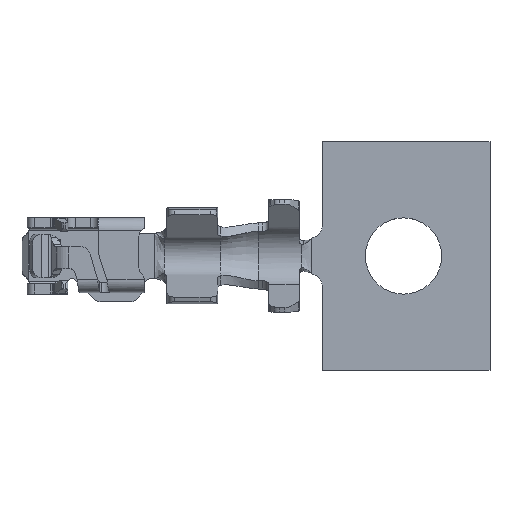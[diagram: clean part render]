
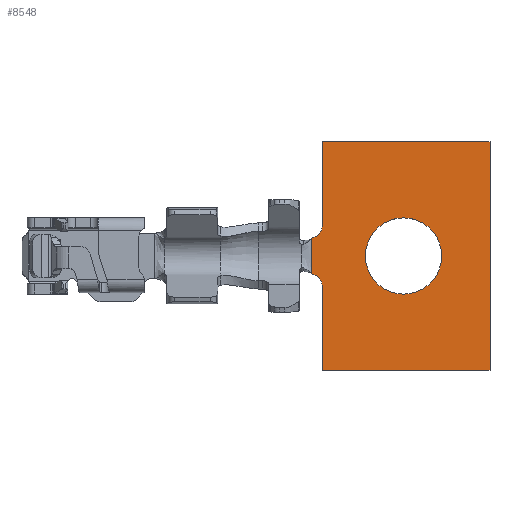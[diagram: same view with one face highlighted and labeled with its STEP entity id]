
A CAD part, top view. The second image highlights one B-rep face of the part: STEP entity #8548.
In plain terms, the highlighted planar face has unit normal (0, 0, 1).
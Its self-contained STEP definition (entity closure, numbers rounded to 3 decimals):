
#8062=CARTESIAN_POINT('',(5.7,0.344,0.));
#8063=VERTEX_POINT('',#8062);
#8133=CARTESIAN_POINT('',(5.7,-0.344,0.));
#8134=VERTEX_POINT('',#8133);
#8288=CARTESIAN_POINT('',(5.7,-0.344,0.));
#8289=DIRECTION('',(0.,1.,0.));
#8290=VECTOR('',#8289,0.689);
#8291=LINE('',#8288,#8290);
#8292=EDGE_CURVE('',#8134,#8063,#8291,.T.);
#8321=CARTESIAN_POINT('',(5.8,0.402,0.));
#8322=VERTEX_POINT('',#8321);
#8323=CARTESIAN_POINT('',(5.7,0.344,0.));
#8324=DIRECTION('',(0.866,0.5,0.));
#8325=VECTOR('',#8324,0.115);
#8326=LINE('',#8323,#8325);
#8327=EDGE_CURVE('',#8063,#8322,#8326,.T.);
#8346=CARTESIAN_POINT('',(5.8,-0.402,0.));
#8347=VERTEX_POINT('',#8346);
#8354=CARTESIAN_POINT('',(5.8,-0.402,0.));
#8355=DIRECTION('',(-0.866,0.5,0.));
#8356=VECTOR('',#8355,0.115);
#8357=LINE('',#8354,#8356);
#8358=EDGE_CURVE('',#8347,#8134,#8357,.T.);
#8370=CARTESIAN_POINT('',(5.9,2.25,0.));
#8371=VERTEX_POINT('',#8370);
#8378=CARTESIAN_POINT('',(9.2,2.25,0.));
#8379=VERTEX_POINT('',#8378);
#8380=CARTESIAN_POINT('',(5.9,2.25,0.));
#8381=DIRECTION('',(1.,0.,0.));
#8382=VECTOR('',#8381,3.3);
#8383=LINE('',#8380,#8382);
#8384=EDGE_CURVE('',#8371,#8379,#8383,.T.);
#8401=CARTESIAN_POINT('',(5.9,0.575,0.));
#8402=VERTEX_POINT('',#8401);
#8409=CARTESIAN_POINT('',(5.9,0.575,0.));
#8410=DIRECTION('',(0.,1.,0.));
#8411=VECTOR('',#8410,1.675);
#8412=LINE('',#8409,#8411);
#8413=EDGE_CURVE('',#8402,#8371,#8412,.T.);
#8424=CARTESIAN_POINT('',(5.9,-2.25,0.));
#8425=VERTEX_POINT('',#8424);
#8426=CARTESIAN_POINT('',(5.9,-0.575,0.));
#8427=VERTEX_POINT('',#8426);
#8428=CARTESIAN_POINT('',(5.9,-2.25,0.));
#8429=DIRECTION('',(0.,1.,0.));
#8430=VECTOR('',#8429,1.675);
#8431=LINE('',#8428,#8430);
#8432=EDGE_CURVE('',#8425,#8427,#8431,.T.);
#8456=CARTESIAN_POINT('',(9.2,-2.25,0.));
#8457=VERTEX_POINT('',#8456);
#8464=CARTESIAN_POINT('',(9.2,-2.25,0.));
#8465=DIRECTION('',(-1.,0.,0.));
#8466=VECTOR('',#8465,3.3);
#8467=LINE('',#8464,#8466);
#8468=EDGE_CURVE('',#8457,#8425,#8467,.T.);
#8481=CARTESIAN_POINT('',(9.2,2.25,0.));
#8482=DIRECTION('',(0.,-1.,0.));
#8483=VECTOR('',#8482,4.5);
#8484=LINE('',#8481,#8483);
#8485=EDGE_CURVE('',#8379,#8457,#8484,.T.);
#8497=CARTESIAN_POINT('',(7.5,-0.75,0.));
#8498=VERTEX_POINT('',#8497);
#8505=CARTESIAN_POINT('',(7.5,0.,0.));
#8506=DIRECTION('',(-0.,-1.,-0.));
#8507=DIRECTION('',(0.,0.,1.));
#8508=AXIS2_PLACEMENT_3D('',#8505,#8507,#8506);
#8509=CIRCLE('',#8508,0.75);
#8510=EDGE_CURVE('',#8498,#8498,#8509,.T.);
#8516=CARTESIAN_POINT('',(7.45,0.,0.));
#8517=DIRECTION('',(0.,-1.,0.));
#8518=DIRECTION('',(-0.,0.,1.));
#8519=AXIS2_PLACEMENT_3D('',#8516,#8518,#8517);
#8520=PLANE('',#8519);
#8521=ORIENTED_EDGE('',*,*,#8384,.F.);
#8522=ORIENTED_EDGE('',*,*,#8413,.F.);
#8523=CARTESIAN_POINT('',(5.7,0.575,0.));
#8524=DIRECTION('',(1.,0.,0.));
#8525=DIRECTION('',(0.,0.,-1.));
#8526=AXIS2_PLACEMENT_3D('',#8523,#8525,#8524);
#8527=CIRCLE('',#8526,0.2);
#8528=EDGE_CURVE('',#8402,#8322,#8527,.T.);
#8529=ORIENTED_EDGE('',*,*,#8528,.T.);
#8530=ORIENTED_EDGE('',*,*,#8327,.F.);
#8531=ORIENTED_EDGE('',*,*,#8292,.F.);
#8532=ORIENTED_EDGE('',*,*,#8358,.F.);
#8533=CARTESIAN_POINT('',(5.7,-0.575,0.));
#8534=DIRECTION('',(0.5,0.866,0.));
#8535=DIRECTION('',(0.,0.,-1.));
#8536=AXIS2_PLACEMENT_3D('',#8533,#8535,#8534);
#8537=CIRCLE('',#8536,0.2);
#8538=EDGE_CURVE('',#8347,#8427,#8537,.T.);
#8539=ORIENTED_EDGE('',*,*,#8538,.T.);
#8540=ORIENTED_EDGE('',*,*,#8432,.F.);
#8541=ORIENTED_EDGE('',*,*,#8468,.F.);
#8542=ORIENTED_EDGE('',*,*,#8485,.F.);
#8543=EDGE_LOOP('',(#8521,#8522,#8529,#8530,#8531,#8532,#8539,#8540,#8541,#8542));
#8544=FACE_OUTER_BOUND('',#8543,.T.);
#8545=ORIENTED_EDGE('',*,*,#8510,.F.);
#8546=EDGE_LOOP('',(#8545));
#8547=FACE_BOUND('',#8546,.T.);
#8548=ADVANCED_FACE('',(#8544,#8547),#8520,.T.);
